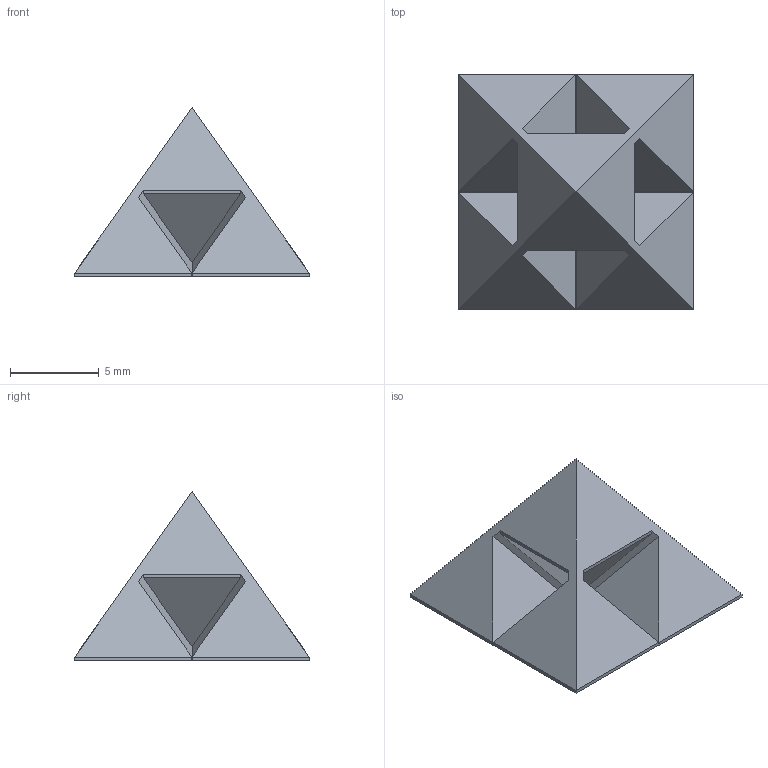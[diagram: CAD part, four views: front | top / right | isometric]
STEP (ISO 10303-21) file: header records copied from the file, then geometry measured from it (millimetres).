
FILE_DESCRIPTION(('Open CASCADE Model'),'2;1');
FILE_NAME('Open CASCADE Shape Model','2023-04-11T17:11:06',('Author'),( 'Open CASCADE'),'Open CASCADE STEP processor 7.7','Open CASCADE 7.7' ,'Unknown');
FILE_SCHEMA(('AUTOMOTIVE_DESIGN { 1 0 10303 214 1 1 1 1 }'));
Length unit declared in the file: millimetre
Products named in the file (1): Open CASCADE STEP translator 7.7 6
Bounding box: 13.21 x 13.21 x 9.54 mm (x, y, z)
Volume: 454.1 mm3; surface area: 625 mm2
Topology: 1 solids, 1 shells, 45 faces, 124 edges, 81 vertices
Faces by surface type: plane 45
Entity records: 2930 total; most frequent: CARTESIAN_POINT 589, DIRECTION 374, LINE 282, VECTOR 282, ORIENTED_EDGE 248, PCURVE 248, DEFINITIONAL_REPRESENTATION 248, EDGE_CURVE 124
